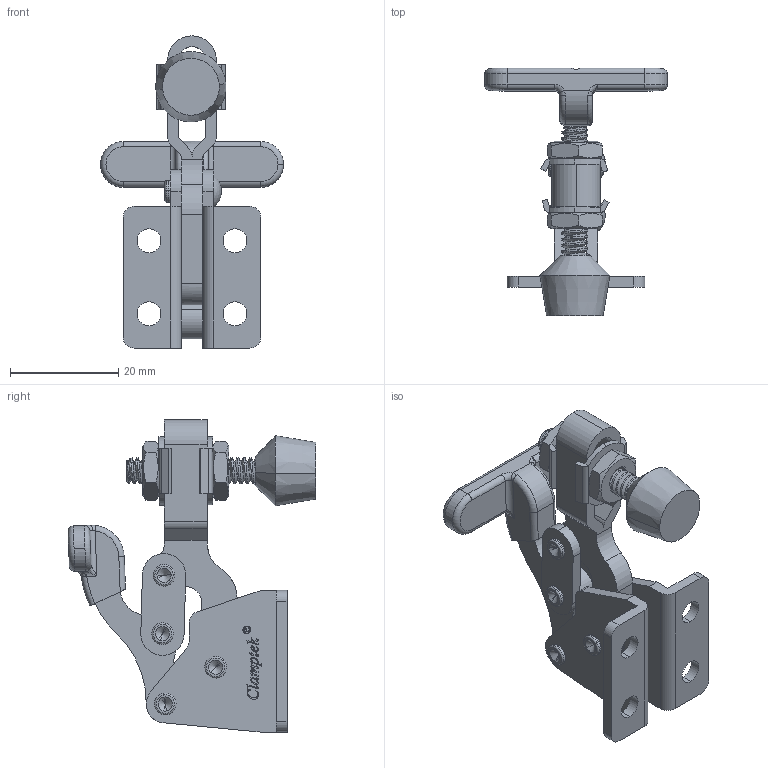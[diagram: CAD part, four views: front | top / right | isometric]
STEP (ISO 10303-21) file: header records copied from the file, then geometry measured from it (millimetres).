
FILE_DESCRIPTION (( 'STEP AP203' ), '1' );
FILE_NAME ('CH-13005.STEP', '2017-11-04T03:07:25', ( 'Windows' ), ( 'Microsoft' ), 'SwSTEP 2.0', 'SolidWorks 2015', '' );
FILE_SCHEMA (( 'CONFIG_CONTROL_DESIGN' ));
Length unit declared in the file: millimetre
Products named in the file (9): CH-FW-100; CH-13005-01 FLANGED BASE; CH-13005-02 U-BAR; CH-13005-03 T-HANDLE; CH-13005-04 CONNECTING-PLATE; CH-FC-10138 Nut; CH-FC-10138 SPINDLE SUPPLIED; CH-13005; CH-13005-05 
Assembly tree (14 placements, depth 2):
  CH-13005
    CH-13005-05   x4
    CH-FW-100  x2
    CH-13005-01 FLANGED BASE
    CH-13005-02 U-BAR
    CH-13005-03 T-HANDLE
    CH-13005-04 CONNECTING-PLATE  x2
    CH-FC-10138 Nut  x2
    CH-FC-10138 SPINDLE SUPPLIED
Bounding box: 33.8 x 45.82 x 57.71 mm (x, y, z)
Volume: 9457.8 mm3; surface area: 10521.4 mm2
Topology: 15 solids, 16 shells, 690 faces, 1833 edges, 1200 vertices
Faces by surface type: plane 248, bspline 196, cylinder 184, torus 29, cone 25, sphere 8
Entity records: 29906 total; most frequent: CARTESIAN_POINT 15277, ORIENTED_EDGE 3210, DIRECTION 2157, EDGE_CURVE 1605, VERTEX_POINT 1058, VECTOR 837, LINE 837, AXIS2_PLACEMENT_3D 660
